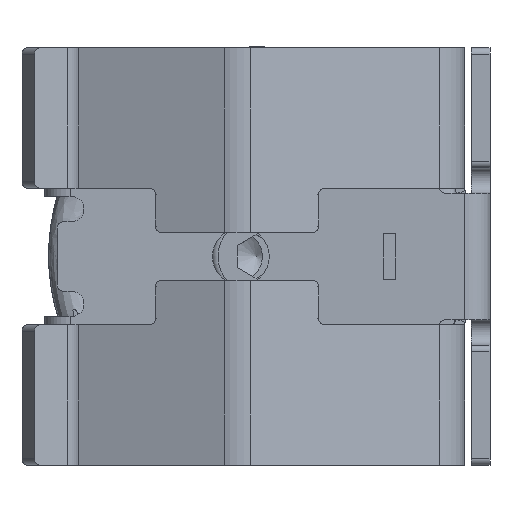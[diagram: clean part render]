
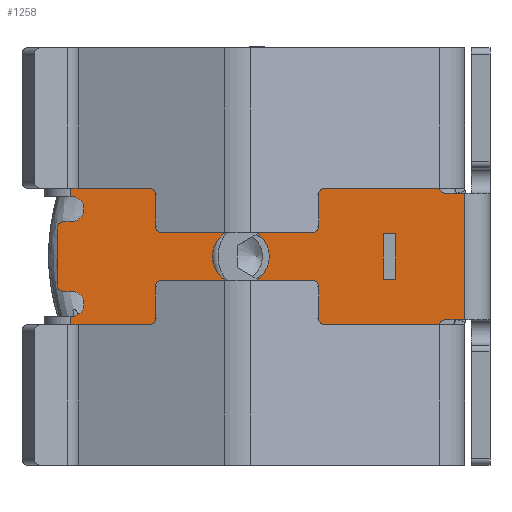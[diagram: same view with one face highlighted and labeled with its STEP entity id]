
A CAD part, front view. The second image highlights one B-rep face of the part: STEP entity #1258.
In plain terms, the highlighted planar face has unit normal (0, -1, 0).
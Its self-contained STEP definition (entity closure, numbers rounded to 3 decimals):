
#528=LINE('',#48468,#910);
#552=LINE('',#48544,#934);
#553=LINE('',#48548,#935);
#554=LINE('',#48552,#936);
#555=LINE('',#48554,#937);
#556=LINE('',#48556,#938);
#557=LINE('',#48560,#939);
#558=LINE('',#48564,#940);
#559=LINE('',#48566,#941);
#560=LINE('',#48568,#942);
#561=LINE('',#48572,#943);
#562=LINE('',#48576,#944);
#563=LINE('',#48577,#945);
#564=LINE('',#48581,#946);
#565=LINE('',#48586,#947);
#566=LINE('',#48589,#948);
#567=LINE('',#48591,#949);
#568=LINE('',#48593,#950);
#910=VECTOR('',#5594,1.);
#934=VECTOR('',#5664,1.);
#935=VECTOR('',#5667,1.);
#936=VECTOR('',#5670,1.);
#937=VECTOR('',#5671,1.);
#938=VECTOR('',#5672,1.);
#939=VECTOR('',#5675,1.);
#940=VECTOR('',#5678,1.);
#941=VECTOR('',#5679,1.);
#942=VECTOR('',#5680,1.);
#943=VECTOR('',#5683,1.);
#944=VECTOR('',#5686,1.);
#945=VECTOR('',#5687,1.);
#946=VECTOR('',#5690,1.);
#947=VECTOR('',#5695,1.);
#948=VECTOR('',#5696,1.);
#949=VECTOR('',#5697,1.);
#950=VECTOR('',#5698,1.);
#1051=FACE_BOUND('',#1945,.T.);
#1052=FACE_BOUND('',#1946,.T.);
#1053=FACE_BOUND('',#1947,.T.);
#1258=ADVANCED_FACE('',(#1051,#1052,#1053),#1446,.T.);
#1446=PLANE('',#4641);
#1945=EDGE_LOOP('',(#2907,#2908,#2909,#2910,#2911,#2912,#2913,#2914,#2915,
#2916,#2917,#2918,#2919,#2920,#2921,#2922,#2923,#2924,#2925,#2926,#2927,
#2928));
#1946=EDGE_LOOP('',(#2929,#2930));
#1947=EDGE_LOOP('',(#2931,#2932,#2933,#2934));
#2907=ORIENTED_EDGE('',*,*,#4014,.F.);
#2908=ORIENTED_EDGE('',*,*,#4015,.T.);
#2909=ORIENTED_EDGE('',*,*,#4016,.T.);
#2910=ORIENTED_EDGE('',*,*,#4017,.T.);
#2911=ORIENTED_EDGE('',*,*,#4018,.F.);
#2912=ORIENTED_EDGE('',*,*,#4019,.F.);
#2913=ORIENTED_EDGE('',*,*,#4020,.T.);
#2914=ORIENTED_EDGE('',*,*,#4021,.T.);
#2915=ORIENTED_EDGE('',*,*,#4022,.T.);
#2916=ORIENTED_EDGE('',*,*,#4023,.T.);
#2917=ORIENTED_EDGE('',*,*,#4024,.T.);
#2918=ORIENTED_EDGE('',*,*,#4025,.T.);
#2919=ORIENTED_EDGE('',*,*,#4026,.F.);
#2920=ORIENTED_EDGE('',*,*,#4027,.T.);
#2921=ORIENTED_EDGE('',*,*,#4028,.T.);
#2922=ORIENTED_EDGE('',*,*,#4029,.T.);
#2923=ORIENTED_EDGE('',*,*,#4030,.F.);
#2924=ORIENTED_EDGE('',*,*,#3976,.F.);
#2925=ORIENTED_EDGE('',*,*,#4031,.T.);
#2926=ORIENTED_EDGE('',*,*,#4032,.T.);
#2927=ORIENTED_EDGE('',*,*,#4033,.T.);
#2928=ORIENTED_EDGE('',*,*,#4013,.T.);
#2929=ORIENTED_EDGE('',*,*,#4034,.F.);
#2930=ORIENTED_EDGE('',*,*,#4035,.F.);
#2931=ORIENTED_EDGE('',*,*,#4036,.F.);
#2932=ORIENTED_EDGE('',*,*,#4037,.F.);
#2933=ORIENTED_EDGE('',*,*,#4038,.F.);
#2934=ORIENTED_EDGE('',*,*,#4039,.F.);
#3447=VERTEX_POINT('',#48465);
#3448=VERTEX_POINT('',#48469);
#3475=VERTEX_POINT('',#48539);
#3476=VERTEX_POINT('',#48541);
#3477=VERTEX_POINT('',#48545);
#3478=VERTEX_POINT('',#48547);
#3479=VERTEX_POINT('',#48549);
#3480=VERTEX_POINT('',#48551);
#3481=VERTEX_POINT('',#48553);
#3482=VERTEX_POINT('',#48555);
#3483=VERTEX_POINT('',#48557);
#3484=VERTEX_POINT('',#48559);
#3485=VERTEX_POINT('',#48561);
#3486=VERTEX_POINT('',#48563);
#3487=VERTEX_POINT('',#48565);
#3488=VERTEX_POINT('',#48567);
#3489=VERTEX_POINT('',#48569);
#3490=VERTEX_POINT('',#48571);
#3491=VERTEX_POINT('',#48573);
#3492=VERTEX_POINT('',#48575);
#3493=VERTEX_POINT('',#48578);
#3494=VERTEX_POINT('',#48580);
#3495=VERTEX_POINT('',#48583);
#3496=VERTEX_POINT('',#48584);
#3497=VERTEX_POINT('',#48587);
#3498=VERTEX_POINT('',#48588);
#3499=VERTEX_POINT('',#48590);
#3500=VERTEX_POINT('',#48592);
#3976=EDGE_CURVE('',#3447,#3448,#528,.T.);
#4013=EDGE_CURVE('',#3475,#3476,#4271,.T.);
#4014=EDGE_CURVE('',#3477,#3476,#552,.T.);
#4015=EDGE_CURVE('',#3477,#3478,#4272,.T.);
#4016=EDGE_CURVE('',#3478,#3479,#553,.T.);
#4017=EDGE_CURVE('',#3479,#3480,#4273,.T.);
#4018=EDGE_CURVE('',#3481,#3480,#554,.T.);
#4019=EDGE_CURVE('',#3482,#3481,#555,.T.);
#4020=EDGE_CURVE('',#3482,#3483,#556,.T.);
#4021=EDGE_CURVE('',#3483,#3484,#4274,.T.);
#4022=EDGE_CURVE('',#3484,#3485,#557,.T.);
#4023=EDGE_CURVE('',#3485,#3486,#4275,.T.);
#4024=EDGE_CURVE('',#3486,#3487,#558,.T.);
#4025=EDGE_CURVE('',#3487,#3488,#559,.T.);
#4026=EDGE_CURVE('',#3489,#3488,#560,.T.);
#4027=EDGE_CURVE('',#3489,#3490,#4276,.T.);
#4028=EDGE_CURVE('',#3490,#3491,#561,.T.);
#4029=EDGE_CURVE('',#3491,#3492,#4277,.T.);
#4030=EDGE_CURVE('',#3448,#3492,#562,.T.);
#4031=EDGE_CURVE('',#3447,#3493,#563,.T.);
#4032=EDGE_CURVE('',#3493,#3494,#4278,.T.);
#4033=EDGE_CURVE('',#3494,#3475,#564,.T.);
#4034=EDGE_CURVE('',#3495,#3496,#4279,.T.);
#4035=EDGE_CURVE('',#3496,#3495,#4280,.T.);
#4036=EDGE_CURVE('',#3497,#3498,#565,.T.);
#4037=EDGE_CURVE('',#3499,#3497,#566,.T.);
#4038=EDGE_CURVE('',#3500,#3499,#567,.T.);
#4039=EDGE_CURVE('',#3498,#3500,#568,.T.);
#4271=CIRCLE('',#4630,0.5);
#4272=CIRCLE('',#4632,0.5);
#4273=CIRCLE('',#4633,1.);
#4274=CIRCLE('',#4634,0.5);
#4275=CIRCLE('',#4635,0.5);
#4276=CIRCLE('',#4636,0.5);
#4277=CIRCLE('',#4637,0.5);
#4278=CIRCLE('',#4638,1.);
#4279=CIRCLE('',#4639,2.25);
#4280=CIRCLE('',#4640,2.25);
#4630=AXIS2_PLACEMENT_3D('',#48542,#5660,#5661);
#4632=AXIS2_PLACEMENT_3D('',#48546,#5665,#5666);
#4633=AXIS2_PLACEMENT_3D('',#48550,#5668,#5669);
#4634=AXIS2_PLACEMENT_3D('',#48558,#5673,#5674);
#4635=AXIS2_PLACEMENT_3D('',#48562,#5676,#5677);
#4636=AXIS2_PLACEMENT_3D('',#48570,#5681,#5682);
#4637=AXIS2_PLACEMENT_3D('',#48574,#5684,#5685);
#4638=AXIS2_PLACEMENT_3D('',#48579,#5688,#5689);
#4639=AXIS2_PLACEMENT_3D('',#48582,#5691,#5692);
#4640=AXIS2_PLACEMENT_3D('',#48585,#5693,#5694);
#4641=AXIS2_PLACEMENT_3D('',#48594,#5699,#5700);
#5594=DIRECTION('',(0.,0.,1.));
#5660=DIRECTION('',(0.,-1.,0.));
#5661=DIRECTION('',(0.,0.,1.));
#5664=DIRECTION('',(0.,0.,1.));
#5665=DIRECTION('',(0.,-1.,0.));
#5666=DIRECTION('',(-1.,0.,0.));
#5667=DIRECTION('',(1.,0.,0.));
#5668=DIRECTION('',(0.,1.,0.));
#5669=DIRECTION('',(0.,0.,1.));
#5670=DIRECTION('',(1.,0.,0.));
#5671=DIRECTION('',(0.,0.,1.));
#5672=DIRECTION('',(1.,0.,0.));
#5673=DIRECTION('',(0.,-1.,0.));
#5674=DIRECTION('',(0.,0.,-1.));
#5675=DIRECTION('',(0.,0.,1.));
#5676=DIRECTION('',(0.,1.,0.));
#5677=DIRECTION('',(-1.,0.,0.));
#5678=DIRECTION('',(1.,0.,0.));
#5679=DIRECTION('',(0.,0.,1.));
#5680=DIRECTION('',(1.,0.,0.));
#5681=DIRECTION('',(0.,1.,0.));
#5682=DIRECTION('',(0.,0.,-1.));
#5683=DIRECTION('',(0.,0.,1.));
#5684=DIRECTION('',(0.,-1.,0.));
#5685=DIRECTION('',(1.,0.,0.));
#5686=DIRECTION('',(1.,0.,0.));
#5687=DIRECTION('',(1.,0.,0.));
#5688=DIRECTION('',(0.,1.,0.));
#5689=DIRECTION('',(0.,0.,1.));
#5690=DIRECTION('',(-1.,0.,0.));
#5691=DIRECTION('',(0.,-1.,0.));
#5692=DIRECTION('',(-1.,0.,0.));
#5693=DIRECTION('',(0.,-1.,0.));
#5694=DIRECTION('',(1.,0.,0.));
#5695=DIRECTION('',(-1.,0.,0.));
#5696=DIRECTION('',(0.,0.,1.));
#5697=DIRECTION('',(1.,0.,0.));
#5698=DIRECTION('',(0.,0.,-1.));
#5699=DIRECTION('',(0.,-1.,0.));
#5700=DIRECTION('',(-1.,0.,0.));
#48465=CARTESIAN_POINT('',(-63.7,29.,4.75));
#48468=CARTESIAN_POINT('',(-63.7,29.,4.75));
#48469=CARTESIAN_POINT('',(-63.7,29.,16.5));
#48539=CARTESIAN_POINT('',(-64.2,29.,2.75));
#48541=CARTESIAN_POINT('',(-64.7,29.,2.25));
#48542=CARTESIAN_POINT('',(-64.2,29.,2.25));
#48544=CARTESIAN_POINT('',(-64.7,29.,-2.25));
#48545=CARTESIAN_POINT('',(-64.7,29.,-2.25));
#48546=CARTESIAN_POINT('',(-64.2,29.,-2.25));
#48547=CARTESIAN_POINT('',(-64.2,29.,-2.75));
#48548=CARTESIAN_POINT('',(-64.2,29.,-2.75));
#48549=CARTESIAN_POINT('',(-63.6,29.,-2.75));
#48550=CARTESIAN_POINT('',(-63.6,29.,-3.75));
#48551=CARTESIAN_POINT('',(-63.6,29.,-4.75));
#48552=CARTESIAN_POINT('',(-63.7,29.,-4.75));
#48553=CARTESIAN_POINT('',(-63.7,29.,-4.75));
#48554=CARTESIAN_POINT('',(-63.7,29.,-16.5));
#48555=CARTESIAN_POINT('',(-63.7,29.,-16.5));
#48556=CARTESIAN_POINT('',(-63.7,29.,-16.5));
#48557=CARTESIAN_POINT('',(-35.,29.,-16.5));
#48558=CARTESIAN_POINT('',(-35.,29.,-16.));
#48559=CARTESIAN_POINT('',(-34.5,29.,-16.));
#48560=CARTESIAN_POINT('',(-34.5,29.,-16.));
#48561=CARTESIAN_POINT('',(-34.5,29.,-5.5));
#48562=CARTESIAN_POINT('',(-34.,29.,-5.5));
#48563=CARTESIAN_POINT('',(-34.,29.,-5.));
#48564=CARTESIAN_POINT('',(-34.,29.,-5.));
#48565=CARTESIAN_POINT('',(-32.5,29.,-5.));
#48566=CARTESIAN_POINT('',(-32.5,29.,-5.));
#48567=CARTESIAN_POINT('',(-32.5,29.,5.));
#48568=CARTESIAN_POINT('',(-34.,29.,5.));
#48569=CARTESIAN_POINT('',(-34.,29.,5.));
#48570=CARTESIAN_POINT('',(-34.,29.,5.5));
#48571=CARTESIAN_POINT('',(-34.5,29.,5.5));
#48572=CARTESIAN_POINT('',(-34.5,29.,5.5));
#48573=CARTESIAN_POINT('',(-34.5,29.,16.));
#48574=CARTESIAN_POINT('',(-35.,29.,16.));
#48575=CARTESIAN_POINT('',(-35.,29.,16.5));
#48576=CARTESIAN_POINT('',(-63.7,29.,16.5));
#48577=CARTESIAN_POINT('',(-63.7,29.,4.75));
#48578=CARTESIAN_POINT('',(-63.6,29.,4.75));
#48579=CARTESIAN_POINT('',(-63.6,29.,3.75));
#48580=CARTESIAN_POINT('',(-63.6,29.,2.75));
#48581=CARTESIAN_POINT('',(-63.6,29.,2.75));
#48582=CARTESIAN_POINT('',(-50.2,29.,0.));
#48583=CARTESIAN_POINT('',(-52.45,29.,0.));
#48584=CARTESIAN_POINT('',(-47.95,29.,0.));
#48585=CARTESIAN_POINT('',(-50.2,29.,0.));
#48586=CARTESIAN_POINT('',(-37.95,29.,1.8));
#48587=CARTESIAN_POINT('',(-37.95,29.,1.8));
#48588=CARTESIAN_POINT('',(-38.95,29.,1.8));
#48589=CARTESIAN_POINT('',(-37.95,29.,-1.8));
#48590=CARTESIAN_POINT('',(-37.95,29.,-1.8));
#48591=CARTESIAN_POINT('',(-38.95,29.,-1.8));
#48592=CARTESIAN_POINT('',(-38.95,29.,-1.8));
#48593=CARTESIAN_POINT('',(-38.95,29.,1.8));
#48594=CARTESIAN_POINT('',(-63.7,29.,-16.5));
